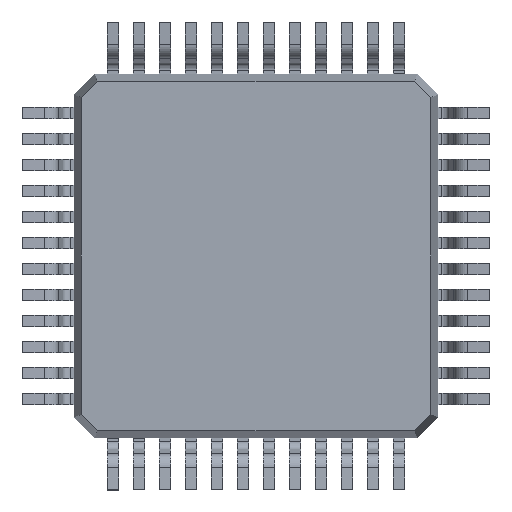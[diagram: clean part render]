
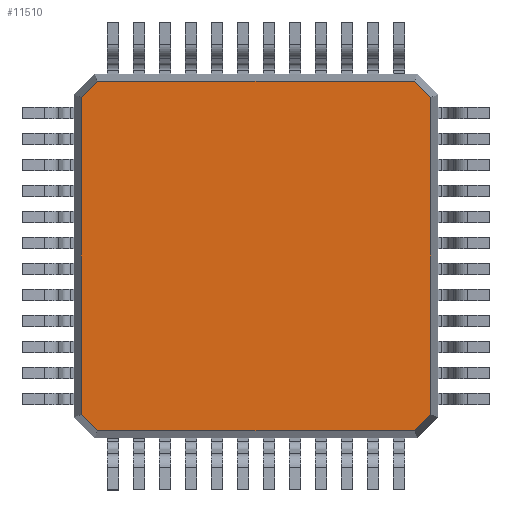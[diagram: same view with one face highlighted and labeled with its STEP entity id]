
A CAD part, front view. The second image highlights one B-rep face of the part: STEP entity #11510.
In plain terms, the highlighted planar face has unit normal (0, -1, 0).
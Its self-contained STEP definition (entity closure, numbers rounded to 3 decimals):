
#151 = DIRECTION ( 'NONE',  ( -0.707, 0., -0.707 ) ) ;
#400 = ORIENTED_EDGE ( 'NONE', *, *, #15406, .T. ) ;
#405 = LINE ( 'NONE', #3717, #18104 ) ;
#593 = CARTESIAN_POINT ( 'NONE',  ( 0., 0.15, 0. ) ) ;
#728 = LINE ( 'NONE', #5491, #2591 ) ;
#807 = EDGE_CURVE ( 'NONE', #5086, #20923, #10741, .T. ) ;
#973 = VECTOR ( 'NONE', #7565, 1000. ) ;
#1062 = VERTEX_POINT ( 'NONE', #11590 ) ;
#1549 = EDGE_CURVE ( 'NONE', #16295, #21826, #7671, .T. ) ;
#1730 = ORIENTED_EDGE ( 'NONE', *, *, #9476, .T. ) ;
#1928 = DIRECTION ( 'NONE',  ( 0., -1., 0. ) ) ;
#2161 = ORIENTED_EDGE ( 'NONE', *, *, #1549, .T. ) ;
#2199 = ORIENTED_EDGE ( 'NONE', *, *, #807, .T. ) ;
#2591 = VECTOR ( 'NONE', #17509, 1000. ) ;
#2684 = LINE ( 'NONE', #20937, #973 ) ;
#3143 = VERTEX_POINT ( 'NONE', #7551 ) ;
#3717 = CARTESIAN_POINT ( 'NONE',  ( 0., 0.15, 3.361 ) ) ;
#5086 = VERTEX_POINT ( 'NONE', #8609 ) ;
#5411 = ORIENTED_EDGE ( 'NONE', *, *, #17478, .T. ) ;
#5491 = CARTESIAN_POINT ( 'NONE',  ( 3.361, 0.15, 0. ) ) ;
#5540 = VERTEX_POINT ( 'NONE', #8585 ) ;
#5688 = DIRECTION ( 'NONE',  ( 0., 0., -1. ) ) ;
#5788 = CARTESIAN_POINT ( 'NONE',  ( 0., 0.15, -3.361 ) ) ;
#6391 = AXIS2_PLACEMENT_3D ( 'NONE', #593, #1928, #5688 ) ;
#7551 = CARTESIAN_POINT ( 'NONE',  ( -3.361, 0.15, 3.043 ) ) ;
#7565 = DIRECTION ( 'NONE',  ( 0., 0., -1. ) ) ;
#7671 = LINE ( 'NONE', #17497, #14162 ) ;
#8355 = ORIENTED_EDGE ( 'NONE', *, *, #14860, .T. ) ;
#8585 = CARTESIAN_POINT ( 'NONE',  ( -3.043, 0.15, 3.361 ) ) ;
#8609 = CARTESIAN_POINT ( 'NONE',  ( -3.043, 0.15, -3.361 ) ) ;
#8650 = LINE ( 'NONE', #12077, #9179 ) ;
#8970 = ORIENTED_EDGE ( 'NONE', *, *, #9553, .T. ) ;
#8971 = EDGE_CURVE ( 'NONE', #1062, #5086, #18351, .T. ) ;
#9179 = VECTOR ( 'NONE', #151, 1000. ) ;
#9261 = LINE ( 'NONE', #14434, #17661 ) ;
#9476 = EDGE_CURVE ( 'NONE', #14379, #16295, #728, .T. ) ;
#9553 = EDGE_CURVE ( 'NONE', #21826, #5540, #405, .T. ) ;
#10150 = CARTESIAN_POINT ( 'NONE',  ( 3.361, 0.15, -3.043 ) ) ;
#10532 = FACE_OUTER_BOUND ( 'NONE', #17436, .T. ) ;
#10650 = CARTESIAN_POINT ( 'NONE',  ( 3.361, 0.15, 3.043 ) ) ;
#10741 = LINE ( 'NONE', #5788, #19482 ) ;
#11022 = DIRECTION ( 'NONE',  ( 0.707, 0., 0.707 ) ) ;
#11496 = DIRECTION ( 'NONE',  ( 0.707, 0., -0.707 ) ) ;
#11510 = ADVANCED_FACE ( 'NONE', ( #10532 ), #15625, .T. ) ;
#11590 = CARTESIAN_POINT ( 'NONE',  ( -3.361, 0.15, -3.043 ) ) ;
#11741 = VECTOR ( 'NONE', #11496, 1000. ) ;
#12077 = CARTESIAN_POINT ( 'NONE',  ( -3.202, 0.15, 3.202 ) ) ;
#12510 = DIRECTION ( 'NONE',  ( 1., 0., 0. ) ) ;
#13054 = CARTESIAN_POINT ( 'NONE',  ( -3.202, 0.15, -3.202 ) ) ;
#14162 = VECTOR ( 'NONE', #14296, 1000. ) ;
#14181 = CARTESIAN_POINT ( 'NONE',  ( 3.043, 0.15, 3.361 ) ) ;
#14296 = DIRECTION ( 'NONE',  ( -0.707, 0., 0.707 ) ) ;
#14379 = VERTEX_POINT ( 'NONE', #10150 ) ;
#14434 = CARTESIAN_POINT ( 'NONE',  ( 3.202, 0.15, -3.202 ) ) ;
#14860 = EDGE_CURVE ( 'NONE', #5540, #3143, #8650, .T. ) ;
#15406 = EDGE_CURVE ( 'NONE', #20923, #14379, #9261, .T. ) ;
#15625 = PLANE ( 'NONE',  #6391 ) ;
#15745 = DIRECTION ( 'NONE',  ( -1., 0., 0. ) ) ;
#16295 = VERTEX_POINT ( 'NONE', #10650 ) ;
#17436 = EDGE_LOOP ( 'NONE', ( #8970, #8355, #5411, #18745, #2199, #400, #1730, #2161 ) ) ;
#17478 = EDGE_CURVE ( 'NONE', #3143, #1062, #2684, .T. ) ;
#17497 = CARTESIAN_POINT ( 'NONE',  ( 3.202, 0.15, 3.202 ) ) ;
#17509 = DIRECTION ( 'NONE',  ( 0., 0., 1. ) ) ;
#17661 = VECTOR ( 'NONE', #11022, 1000. ) ;
#18104 = VECTOR ( 'NONE', #15745, 1000. ) ;
#18351 = LINE ( 'NONE', #13054, #11741 ) ;
#18745 = ORIENTED_EDGE ( 'NONE', *, *, #8971, .T. ) ;
#19482 = VECTOR ( 'NONE', #12510, 1000. ) ;
#19544 = CARTESIAN_POINT ( 'NONE',  ( 3.043, 0.15, -3.361 ) ) ;
#20923 = VERTEX_POINT ( 'NONE', #19544 ) ;
#20937 = CARTESIAN_POINT ( 'NONE',  ( -3.361, 0.15, 0. ) ) ;
#21826 = VERTEX_POINT ( 'NONE', #14181 ) ;
